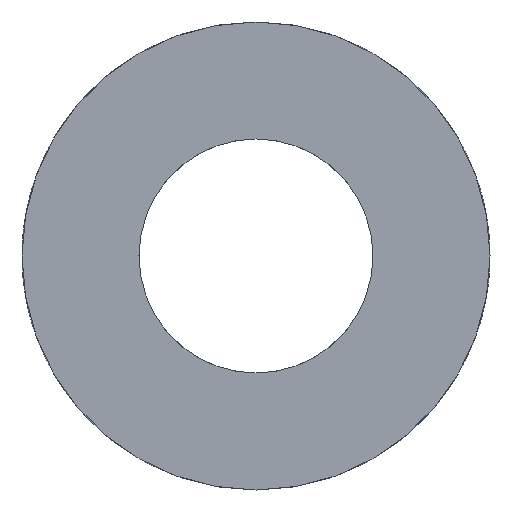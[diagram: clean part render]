
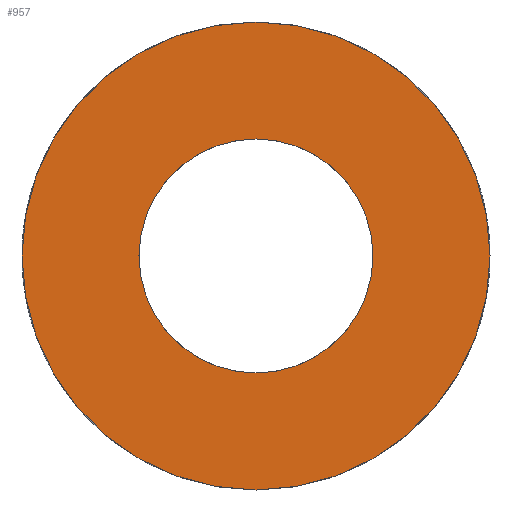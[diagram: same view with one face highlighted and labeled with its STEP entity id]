
A CAD part, front view. The second image highlights one B-rep face of the part: STEP entity #957.
In plain terms, the highlighted planar face has unit normal (0, -1, 0).
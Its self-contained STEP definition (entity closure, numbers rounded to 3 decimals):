
#59 = CIRCLE ( 'NONE', #418, 3.2 ) ;
#147 = ORIENTED_EDGE ( 'NONE', *, *, #817, .F. ) ;
#148 = ORIENTED_EDGE ( 'NONE', *, *, #833, .F. ) ;
#149 = ORIENTED_EDGE ( 'NONE', *, *, #823, .F. ) ;
#150 = ORIENTED_EDGE ( 'NONE', *, *, #395, .F. ) ;
#207 = EDGE_LOOP ( 'NONE', ( #147, #148 ) ) ;
#210 = EDGE_LOOP ( 'NONE', ( #149, #150 ) ) ;
#348 = CARTESIAN_POINT ( 'NONE',  ( 0., 0., -1.6 ) ) ;
#395 = EDGE_CURVE ( 'NONE', #741, #537, #59, .T. ) ;
#418 = AXIS2_PLACEMENT_3D ( 'NONE', #497, #476, #568 ) ;
#426 = CARTESIAN_POINT ( 'NONE',  ( 0., 0., 1.6 ) ) ;
#429 = CARTESIAN_POINT ( 'NONE',  ( 0., 0., 3.2 ) ) ;
#437 = CARTESIAN_POINT ( 'NONE',  ( 0., 0., -3.2 ) ) ;
#452 = CARTESIAN_POINT ( 'NONE',  ( 0., 0., 0. ) ) ;
#476 = DIRECTION ( 'NONE',  ( 0., 1., 0. ) ) ;
#497 = CARTESIAN_POINT ( 'NONE',  ( 0., 0., 0. ) ) ;
#537 = VERTEX_POINT ( 'NONE', #437 ) ;
#568 = DIRECTION ( 'NONE',  ( 0., 0., -1. ) ) ;
#580 = DIRECTION ( 'NONE',  ( 0., 0., 1. ) ) ;
#582 = DIRECTION ( 'NONE',  ( 0., 1., 0. ) ) ;
#583 = PLANE ( 'NONE',  #792 ) ;
#584 = CARTESIAN_POINT ( 'NONE',  ( -3.238, 0., -3.238 ) ) ;
#677 = DIRECTION ( 'NONE',  ( 0., 0., -1. ) ) ;
#678 = DIRECTION ( 'NONE',  ( 0., 1., 0. ) ) ;
#684 = CARTESIAN_POINT ( 'NONE',  ( 0., 0., 0. ) ) ;
#729 = CIRCLE ( 'NONE', #892, 1.6 ) ;
#741 = VERTEX_POINT ( 'NONE', #429 ) ;
#743 = VERTEX_POINT ( 'NONE', #426 ) ;
#747 = VERTEX_POINT ( 'NONE', #348 ) ;
#787 = DIRECTION ( 'NONE',  ( 0., 0., -1. ) ) ;
#790 = DIRECTION ( 'NONE',  ( 0., -1., 0. ) ) ;
#792 = AXIS2_PLACEMENT_3D ( 'NONE', #584, #582, #580 ) ;
#817 = EDGE_CURVE ( 'NONE', #747, #743, #729, .T. ) ;
#823 = EDGE_CURVE ( 'NONE', #537, #741, #975, .T. ) ;
#833 = EDGE_CURVE ( 'NONE', #743, #747, #990, .T. ) ;
#868 = AXIS2_PLACEMENT_3D ( 'NONE', #684, #678, #677 ) ;
#892 = AXIS2_PLACEMENT_3D ( 'NONE', #452, #918, #917 ) ;
#895 = AXIS2_PLACEMENT_3D ( 'NONE', #938, #790, #787 ) ;
#917 = DIRECTION ( 'NONE',  ( 0., 0., -1. ) ) ;
#918 = DIRECTION ( 'NONE',  ( 0., -1., 0. ) ) ;
#938 = CARTESIAN_POINT ( 'NONE',  ( 0., 0., 0. ) ) ;
#957 = ADVANCED_FACE ( 'NONE', ( #1049, #1057 ), #583, .F. ) ;
#975 = CIRCLE ( 'NONE', #868, 3.2 ) ;
#990 = CIRCLE ( 'NONE', #895, 1.6 ) ;
#1049 = FACE_BOUND ( 'NONE', #207, .T. ) ;
#1057 = FACE_OUTER_BOUND ( 'NONE', #210, .T. ) ;
